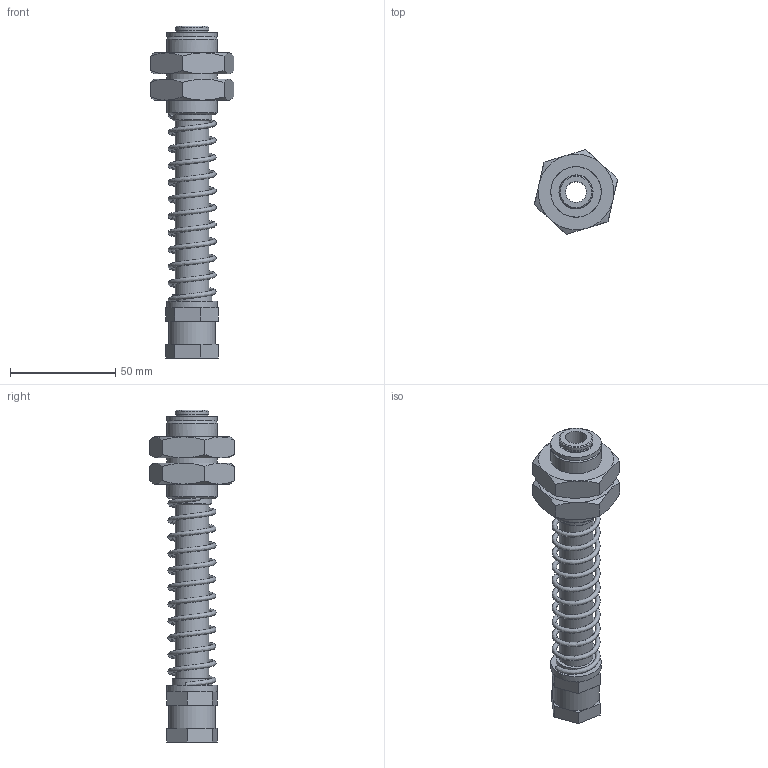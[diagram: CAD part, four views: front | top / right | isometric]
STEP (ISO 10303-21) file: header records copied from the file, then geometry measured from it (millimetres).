
FILE_DESCRIPTION(/* description */ (''),/* implementation_level */ '2;1');
FILE_NAME(/* name */ '3D_tlc16-45h.stp',/* time_stamp */ '2016-07-12T12:54:20+02:00',/* author */ ('josepm'),/* organization */ (''),/* preprocessor_version */ 'ST-DEVELOPER v15.2',/* originating_system */ 'Autodesk Inventor 2014',/* authorisation */ '');
FILE_SCHEMA (('AUTOMOTIVE_DESIGN { 1 0 10303 214 3 1 1 }'));
Length unit declared in the file: millimetre
Products named in the file (2): Part11; Assembly2
Bounding box: 39.72 x 40.53 x 158 mm (x, y, z)
Volume: 49632.3 mm3; surface area: 24685.2 mm2
Topology: 1 solids, 2 shells, 115 faces, 271 edges, 171 vertices
Faces by surface type: plane 67, cone 31, cylinder 16, bspline 1
Full cylindrical faces by diameter (mm): 10 x1, 14.95 x1, 15 x1, 16 x3, 16.2 x1, 22 x1, 24 x5
Entity records: 31001 total; most frequent: CARTESIAN_POINT 28518, DIRECTION 525, ORIENTED_EDGE 488, EDGE_CURVE 244, AXIS2_PLACEMENT_3D 224, VERTEX_POINT 163, EDGE_LOOP 149, FACE_OUTER_BOUND 115
